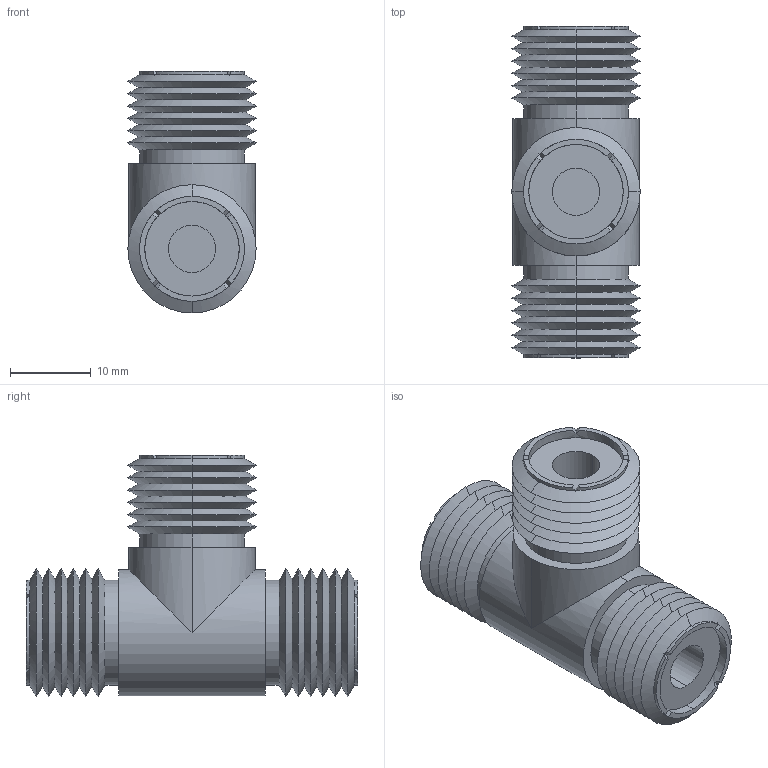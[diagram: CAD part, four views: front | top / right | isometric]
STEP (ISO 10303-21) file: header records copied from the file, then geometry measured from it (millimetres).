
FILE_DESCRIPTION (( 'STEP AP203' ), '1' );
FILE_NAME ('BA303.STEP', '2006-06-30T19:24:54', ( ' ' ), ( ' ' ), 'SwSTEP 2.0', 'SolidWorks 2005354', '' );
FILE_SCHEMA (( 'CONFIG_CONTROL_DESIGN' ));
Length unit declared in the file: inch
Products named in the file (1): BA303
Bounding box: 15.88 x 41.02 x 29.9 mm (x, y, z)
Volume: 8310.9 mm3; surface area: 5123 mm2
Topology: 1 solids, 1 shells, 154 faces, 363 edges, 217 vertices
Faces by surface type: cone 72, plane 45, cylinder 37
Entity records: 4483 total; most frequent: CARTESIAN_POINT 963, DIRECTION 750, ORIENTED_EDGE 726, EDGE_CURVE 363, AXIS2_PLACEMENT_3D 308, VERTEX_POINT 217, EDGE_LOOP 160, ADVANCED_FACE 154
